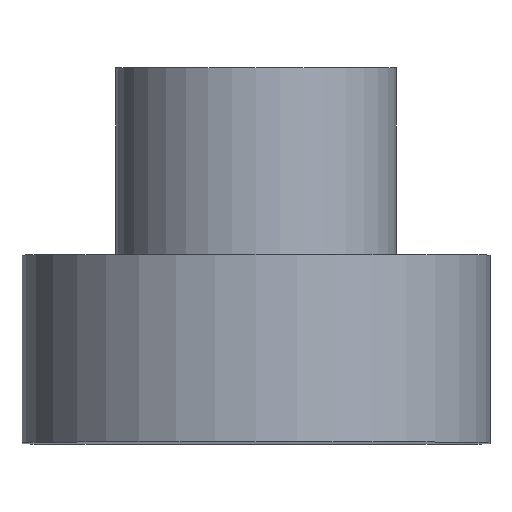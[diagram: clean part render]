
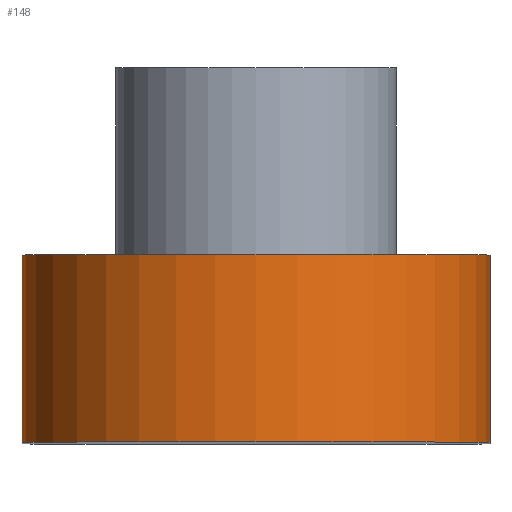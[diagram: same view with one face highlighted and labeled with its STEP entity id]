
A CAD part, top view. The second image highlights one B-rep face of the part: STEP entity #148.
In plain terms, the highlighted cylindrical face has radius 25.4 mm (diameter 50.8 mm), a partial arc.
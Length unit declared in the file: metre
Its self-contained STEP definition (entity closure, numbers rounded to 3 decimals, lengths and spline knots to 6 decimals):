
#23=LINE('',#239,#31);
#27=LINE('',#248,#35);
#31=VECTOR('',#195,1.);
#35=VECTOR('',#201,1.);
#67=ORIENTED_EDGE('',*,*,#78,.F.);
#68=ORIENTED_EDGE('',*,*,#85,.F.);
#69=ORIENTED_EDGE('',*,*,#82,.F.);
#70=ORIENTED_EDGE('',*,*,#88,.F.);
#78=EDGE_CURVE('',#94,#91,#23,.T.);
#82=EDGE_CURVE('',#98,#95,#27,.F.);
#85=EDGE_CURVE('',#95,#94,#105,.T.);
#88=EDGE_CURVE('',#91,#98,#108,.F.);
#91=VERTEX_POINT('',#233);
#94=VERTEX_POINT('',#238);
#95=VERTEX_POINT('',#242);
#98=VERTEX_POINT('',#247);
#105=CIRCLE('',#172,0.0254);
#108=CIRCLE('',#176,0.0254);
#120=EDGE_LOOP('',(#67,#68,#69,#70));
#134=FACE_BOUND('',#120,.T.);
#139=CYLINDRICAL_SURFACE('',#178,0.0254);
#148=ADVANCED_FACE('',(#134),#139,.T.);
#172=AXIS2_PLACEMENT_3D('',#253,#208,#209);
#176=AXIS2_PLACEMENT_3D('',#258,#216,#217);
#178=AXIS2_PLACEMENT_3D('',#260,#220,#221);
#195=DIRECTION('',(0.,1.,0.));
#201=DIRECTION('',(0.,1.,0.));
#208=DIRECTION('',(0.,-1.,0.));
#209=DIRECTION('',(0.,0.,-1.));
#216=DIRECTION('',(0.,-1.,0.));
#217=DIRECTION('',(0.,0.,-1.));
#220=DIRECTION('',(0.,1.,0.));
#221=DIRECTION('',(0.,0.,1.));
#233=CARTESIAN_POINT('',(-0.0016,-0.08,0.0346));
#238=CARTESIAN_POINT('',(-0.0016,-0.10032,0.0346));
#239=CARTESIAN_POINT('',(-0.0016,-0.10032,0.0346));
#242=CARTESIAN_POINT('',(0.0492,-0.10032,0.0346));
#247=CARTESIAN_POINT('',(0.0492,-0.08,0.0346));
#248=CARTESIAN_POINT('',(0.0492,-0.10032,0.0346));
#253=CARTESIAN_POINT('',(0.0238,-0.10032,0.0346));
#258=CARTESIAN_POINT('',(0.0238,-0.08,0.0346));
#260=CARTESIAN_POINT('',(0.0238,-0.10032,0.0346));
